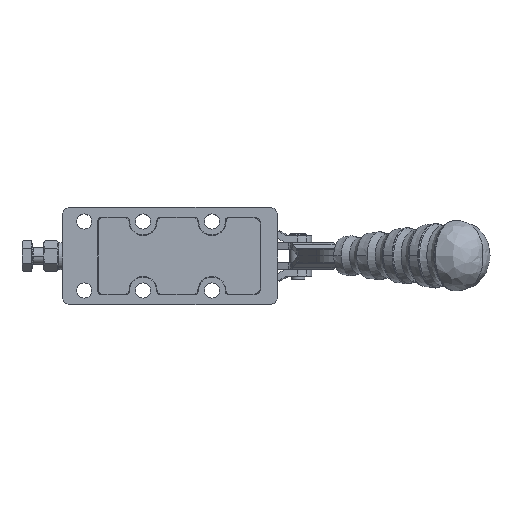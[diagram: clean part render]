
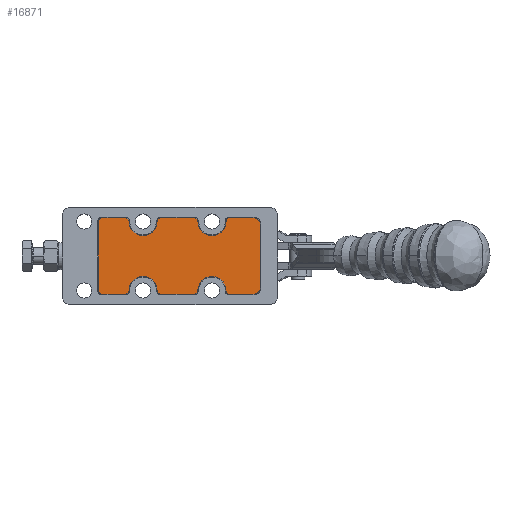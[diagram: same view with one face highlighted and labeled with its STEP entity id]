
A CAD part, top view. The second image highlights one B-rep face of the part: STEP entity #16871.
In plain terms, the highlighted planar face has unit normal (0, 0, 1).
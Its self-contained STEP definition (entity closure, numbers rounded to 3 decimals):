
#3690=CARTESIAN_POINT('',(82.271,-1.739,4.0));
#3691=VERTEX_POINT('',#3690);
#3707=CARTESIAN_POINT('',(98.95,-2.574,4.0));
#3708=VERTEX_POINT('',#3707);
#3715=CARTESIAN_POINT('',(90.611,-2.157,4.0));
#3716=DIRECTION('',(0.0,0.0,-1.0));
#3717=DIRECTION('',(0.999,-0.05,0.0));
#3718=AXIS2_PLACEMENT_3D('',#3715,#3716,#3717);
#3719=CIRCLE('',#3718,8.35);
#3720=EDGE_CURVE('',#3691,#3708,#3719,.T.);
#3732=CARTESIAN_POINT('',(98.961,38.843,4.0));
#3733=VERTEX_POINT('',#3732);
#3749=CARTESIAN_POINT('',(82.261,38.843,4.0));
#3750=VERTEX_POINT('',#3749);
#3757=CARTESIAN_POINT('',(90.611,38.843,4.0));
#3758=DIRECTION('',(0.0,0.0,-1.0));
#3759=DIRECTION('',(-1.0,0.0,0.0));
#3760=AXIS2_PLACEMENT_3D('',#3757,#3758,#3759);
#3761=CIRCLE('',#3760,8.35);
#3762=EDGE_CURVE('',#3733,#3750,#3761,.T.);
#16658=CARTESIAN_POINT('',(70.804,18.343,4.0));
#16659=DIRECTION('',(0.0,0.0,1.0));
#16660=DIRECTION('',(1.0,0.0,0.0));
#16661=AXIS2_PLACEMENT_3D('',#16658,#16659,#16660);
#16662=PLANE('',#16661);
#16663=CARTESIAN_POINT('',(41.261,38.843,4.0));
#16664=VERTEX_POINT('',#16663);
#16665=CARTESIAN_POINT('',(39.111,40.993,4.0));
#16666=VERTEX_POINT('',#16665);
#16667=CARTESIAN_POINT('',(39.111,38.843,4.0));
#16668=DIRECTION('',(0.0,0.0,1.0));
#16669=DIRECTION('',(-1.0,0.0,0.0));
#16670=AXIS2_PLACEMENT_3D('',#16667,#16668,#16669);
#16671=CIRCLE('',#16670,2.15);
#16672=EDGE_CURVE('',#16664,#16666,#16671,.T.);
#16673=ORIENTED_EDGE('',*,*,#16672,.T.);
#16674=CARTESIAN_POINT('',(25.111,40.993,4.0));
#16675=VERTEX_POINT('',#16674);
#16676=CARTESIAN_POINT('',(39.111,40.993,4.0));
#16677=DIRECTION('',(-1.0,0.0,0.0));
#16678=VECTOR('',#16677,14.);
#16679=LINE('',#16676,#16678);
#16680=EDGE_CURVE('',#16666,#16675,#16679,.T.);
#16681=ORIENTED_EDGE('',*,*,#16680,.T.);
#16682=CARTESIAN_POINT('',(22.961,38.843,4.0));
#16683=VERTEX_POINT('',#16682);
#16684=CARTESIAN_POINT('',(25.111,38.843,4.0));
#16685=DIRECTION('',(0.0,0.0,1.0));
#16686=DIRECTION('',(0.0,-1.0,0.0));
#16687=AXIS2_PLACEMENT_3D('',#16684,#16685,#16686);
#16688=CIRCLE('',#16687,2.15);
#16689=EDGE_CURVE('',#16675,#16683,#16688,.T.);
#16690=ORIENTED_EDGE('',*,*,#16689,.T.);
#16691=CARTESIAN_POINT('',(22.961,-2.157,4.0));
#16692=VERTEX_POINT('',#16691);
#16693=CARTESIAN_POINT('',(22.961,38.843,4.0));
#16694=DIRECTION('',(0.0,-1.0,0.0));
#16695=VECTOR('',#16694,41.);
#16696=LINE('',#16693,#16695);
#16697=EDGE_CURVE('',#16683,#16692,#16696,.T.);
#16698=ORIENTED_EDGE('',*,*,#16697,.T.);
#16699=CARTESIAN_POINT('',(25.111,-4.307,4.0));
#16700=VERTEX_POINT('',#16699);
#16701=CARTESIAN_POINT('',(25.111,-2.157,4.0));
#16702=DIRECTION('',(0.0,0.0,1.0));
#16703=DIRECTION('',(1.0,0.0,0.0));
#16704=AXIS2_PLACEMENT_3D('',#16701,#16702,#16703);
#16705=CIRCLE('',#16704,2.15);
#16706=EDGE_CURVE('',#16692,#16700,#16705,.T.);
#16707=ORIENTED_EDGE('',*,*,#16706,.T.);
#16708=CARTESIAN_POINT('',(39.111,-4.307,4.0));
#16709=VERTEX_POINT('',#16708);
#16710=CARTESIAN_POINT('',(25.111,-4.307,4.0));
#16711=DIRECTION('',(1.0,0.0,0.0));
#16712=VECTOR('',#16711,14.0);
#16713=LINE('',#16710,#16712);
#16714=EDGE_CURVE('',#16700,#16709,#16713,.T.);
#16715=ORIENTED_EDGE('',*,*,#16714,.T.);
#16716=CARTESIAN_POINT('',(41.261,-2.157,4.0));
#16717=VERTEX_POINT('',#16716);
#16718=CARTESIAN_POINT('',(39.111,-2.157,4.0));
#16719=DIRECTION('',(0.0,0.0,1.0));
#16720=DIRECTION('',(0.0,1.0,0.0));
#16721=AXIS2_PLACEMENT_3D('',#16718,#16719,#16720);
#16722=CIRCLE('',#16721,2.15);
#16723=EDGE_CURVE('',#16709,#16717,#16722,.T.);
#16724=ORIENTED_EDGE('',*,*,#16723,.T.);
#16725=CARTESIAN_POINT('',(57.961,-2.157,4.0));
#16726=VERTEX_POINT('',#16725);
#16727=CARTESIAN_POINT('',(49.611,-2.157,4.0));
#16728=DIRECTION('',(0.0,0.0,-1.0));
#16729=DIRECTION('',(1.0,0.0,0.0));
#16730=AXIS2_PLACEMENT_3D('',#16727,#16728,#16729);
#16731=CIRCLE('',#16730,8.35);
#16732=EDGE_CURVE('',#16717,#16726,#16731,.T.);
#16733=ORIENTED_EDGE('',*,*,#16732,.T.);
#16734=CARTESIAN_POINT('',(60.111,-4.307,4.0));
#16735=VERTEX_POINT('',#16734);
#16736=CARTESIAN_POINT('',(60.111,-2.157,4.0));
#16737=DIRECTION('',(0.0,0.0,1.0));
#16738=DIRECTION('',(1.0,0.0,0.0));
#16739=AXIS2_PLACEMENT_3D('',#16736,#16737,#16738);
#16740=CIRCLE('',#16739,2.15);
#16741=EDGE_CURVE('',#16726,#16735,#16740,.T.);
#16742=ORIENTED_EDGE('',*,*,#16741,.T.);
#16743=CARTESIAN_POINT('',(80.111,-4.307,4.0));
#16744=VERTEX_POINT('',#16743);
#16745=CARTESIAN_POINT('',(60.111,-4.307,4.0));
#16746=DIRECTION('',(1.0,0.0,0.0));
#16747=VECTOR('',#16746,20.);
#16748=LINE('',#16745,#16747);
#16749=EDGE_CURVE('',#16735,#16744,#16748,.T.);
#16750=ORIENTED_EDGE('',*,*,#16749,.T.);
#16751=CARTESIAN_POINT('',(82.261,-2.157,4.0));
#16752=VERTEX_POINT('',#16751);
#16753=CARTESIAN_POINT('',(80.111,-2.157,4.0));
#16754=DIRECTION('',(0.0,0.0,1.0));
#16755=DIRECTION('',(0.0,1.0,0.0));
#16756=AXIS2_PLACEMENT_3D('',#16753,#16754,#16755);
#16757=CIRCLE('',#16756,2.15);
#16758=EDGE_CURVE('',#16744,#16752,#16757,.T.);
#16759=ORIENTED_EDGE('',*,*,#16758,.T.);
#16760=CARTESIAN_POINT('',(90.611,-2.157,4.0));
#16761=DIRECTION('',(0.0,0.0,-1.0));
#16762=DIRECTION('',(0.999,-0.05,0.0));
#16763=AXIS2_PLACEMENT_3D('',#16760,#16761,#16762);
#16764=CIRCLE('',#16763,8.35);
#16765=EDGE_CURVE('',#16752,#3691,#16764,.T.);
#16766=ORIENTED_EDGE('',*,*,#16765,.T.);
#16767=ORIENTED_EDGE('',*,*,#3720,.T.);
#16768=CARTESIAN_POINT('',(100.598,-4.307,4.0));
#16769=VERTEX_POINT('',#16768);
#16770=CARTESIAN_POINT('',(100.598,-2.657,4.0));
#16771=DIRECTION('',(0.0,0.0,1.));
#16772=DIRECTION('',(0.999,-0.05,0.0));
#16773=AXIS2_PLACEMENT_3D('',#16770,#16771,#16772);
#16774=CIRCLE('',#16773,1.65);
#16775=EDGE_CURVE('',#3708,#16769,#16774,.T.);
#16776=ORIENTED_EDGE('',*,*,#16775,.T.);
#16777=CARTESIAN_POINT('',(115.611,-4.307,4.0));
#16778=VERTEX_POINT('',#16777);
#16779=CARTESIAN_POINT('',(100.598,-4.307,4.0));
#16780=DIRECTION('',(1.0,0.0,0.0));
#16781=VECTOR('',#16780,15.013);
#16782=LINE('',#16779,#16781);
#16783=EDGE_CURVE('',#16769,#16778,#16782,.T.);
#16784=ORIENTED_EDGE('',*,*,#16783,.T.);
#16785=CARTESIAN_POINT('',(119.261,-0.657,4.0));
#16786=VERTEX_POINT('',#16785);
#16787=CARTESIAN_POINT('',(115.611,-0.657,4.0));
#16788=DIRECTION('',(0.0,0.0,1.0));
#16789=DIRECTION('',(0.0,1.0,0.0));
#16790=AXIS2_PLACEMENT_3D('',#16787,#16788,#16789);
#16791=CIRCLE('',#16790,3.65);
#16792=EDGE_CURVE('',#16778,#16786,#16791,.T.);
#16793=ORIENTED_EDGE('',*,*,#16792,.T.);
#16794=CARTESIAN_POINT('',(119.261,37.343,4.0));
#16795=VERTEX_POINT('',#16794);
#16796=CARTESIAN_POINT('',(119.261,-0.657,4.0));
#16797=DIRECTION('',(0.0,1.0,0.0));
#16798=VECTOR('',#16797,38.0);
#16799=LINE('',#16796,#16798);
#16800=EDGE_CURVE('',#16786,#16795,#16799,.T.);
#16801=ORIENTED_EDGE('',*,*,#16800,.T.);
#16802=CARTESIAN_POINT('',(115.611,40.993,4.0));
#16803=VERTEX_POINT('',#16802);
#16804=CARTESIAN_POINT('',(115.611,37.343,4.0));
#16805=DIRECTION('',(0.0,0.0,1.0));
#16806=DIRECTION('',(-1.0,0.0,0.0));
#16807=AXIS2_PLACEMENT_3D('',#16804,#16805,#16806);
#16808=CIRCLE('',#16807,3.65);
#16809=EDGE_CURVE('',#16795,#16803,#16808,.T.);
#16810=ORIENTED_EDGE('',*,*,#16809,.T.);
#16811=CARTESIAN_POINT('',(100.598,40.993,4.0));
#16812=VERTEX_POINT('',#16811);
#16813=CARTESIAN_POINT('',(115.611,40.993,4.0));
#16814=DIRECTION('',(-1.0,0.0,0.0));
#16815=VECTOR('',#16814,15.013);
#16816=LINE('',#16813,#16815);
#16817=EDGE_CURVE('',#16803,#16812,#16816,.T.);
#16818=ORIENTED_EDGE('',*,*,#16817,.T.);
#16819=CARTESIAN_POINT('',(98.95,39.261,4.0));
#16820=VERTEX_POINT('',#16819);
#16821=CARTESIAN_POINT('',(100.598,39.343,4.0));
#16822=DIRECTION('',(0.0,0.0,1.0));
#16823=DIRECTION('',(0.0,-1.0,0.0));
#16824=AXIS2_PLACEMENT_3D('',#16821,#16822,#16823);
#16825=CIRCLE('',#16824,1.65);
#16826=EDGE_CURVE('',#16812,#16820,#16825,.T.);
#16827=ORIENTED_EDGE('',*,*,#16826,.T.);
#16828=CARTESIAN_POINT('',(90.611,38.843,4.0));
#16829=DIRECTION('',(0.0,0.0,-1.0));
#16830=DIRECTION('',(-1.0,0.0,0.0));
#16831=AXIS2_PLACEMENT_3D('',#16828,#16829,#16830);
#16832=CIRCLE('',#16831,8.35);
#16833=EDGE_CURVE('',#16820,#3733,#16832,.T.);
#16834=ORIENTED_EDGE('',*,*,#16833,.T.);
#16835=ORIENTED_EDGE('',*,*,#3762,.T.);
#16836=CARTESIAN_POINT('',(80.111,40.993,4.0));
#16837=VERTEX_POINT('',#16836);
#16838=CARTESIAN_POINT('',(80.111,38.843,4.0));
#16839=DIRECTION('',(0.0,0.0,1.0));
#16840=DIRECTION('',(-1.0,0.0,0.0));
#16841=AXIS2_PLACEMENT_3D('',#16838,#16839,#16840);
#16842=CIRCLE('',#16841,2.15);
#16843=EDGE_CURVE('',#3750,#16837,#16842,.T.);
#16844=ORIENTED_EDGE('',*,*,#16843,.T.);
#16845=CARTESIAN_POINT('',(60.111,40.993,4.0));
#16846=VERTEX_POINT('',#16845);
#16847=CARTESIAN_POINT('',(80.111,40.993,4.0));
#16848=DIRECTION('',(-1.0,0.0,0.0));
#16849=VECTOR('',#16848,20.0);
#16850=LINE('',#16847,#16849);
#16851=EDGE_CURVE('',#16837,#16846,#16850,.T.);
#16852=ORIENTED_EDGE('',*,*,#16851,.T.);
#16853=CARTESIAN_POINT('',(57.961,38.843,4.0));
#16854=VERTEX_POINT('',#16853);
#16855=CARTESIAN_POINT('',(60.111,38.843,4.0));
#16856=DIRECTION('',(0.0,0.0,1.0));
#16857=DIRECTION('',(0.0,-1.0,0.0));
#16858=AXIS2_PLACEMENT_3D('',#16855,#16856,#16857);
#16859=CIRCLE('',#16858,2.15);
#16860=EDGE_CURVE('',#16846,#16854,#16859,.T.);
#16861=ORIENTED_EDGE('',*,*,#16860,.T.);
#16862=CARTESIAN_POINT('',(49.611,38.843,4.0));
#16863=DIRECTION('',(0.0,0.0,-1.0));
#16864=DIRECTION('',(-1.0,0.0,0.0));
#16865=AXIS2_PLACEMENT_3D('',#16862,#16863,#16864);
#16866=CIRCLE('',#16865,8.35);
#16867=EDGE_CURVE('',#16854,#16664,#16866,.T.);
#16868=ORIENTED_EDGE('',*,*,#16867,.T.);
#16869=EDGE_LOOP('',(#16673,#16681,#16690,#16698,#16707,#16715,#16724,#16733,#16742,#16750,#16759,#16766,#16767,#16776,#16784,#16793,#16801,#16810,#16818,#16827,#16834,#16835,#16844,#16852,#16861,#16868));
#16870=FACE_OUTER_BOUND('',#16869,.T.);
#16871=ADVANCED_FACE('',(#16870),#16662,.T.);
